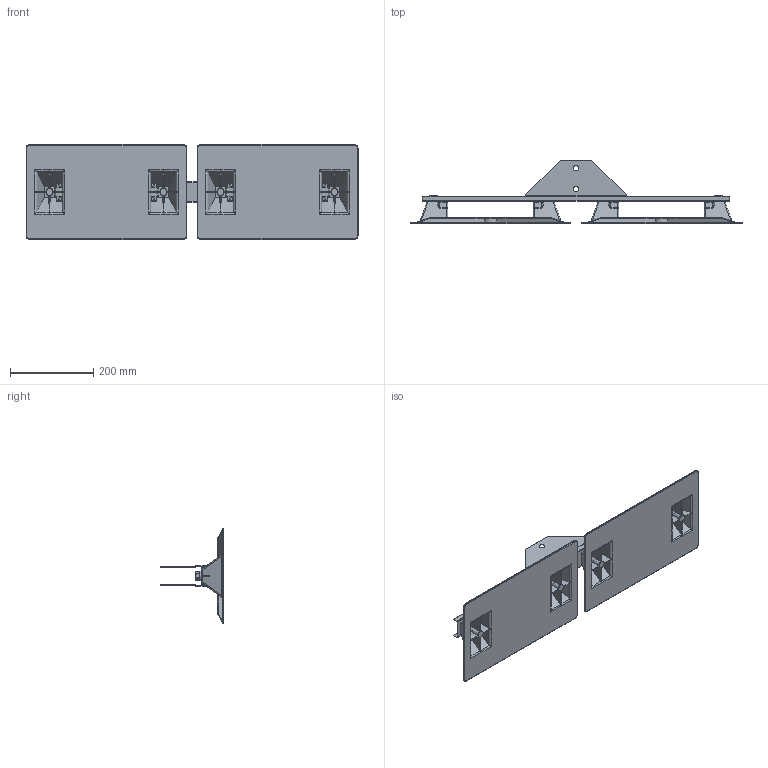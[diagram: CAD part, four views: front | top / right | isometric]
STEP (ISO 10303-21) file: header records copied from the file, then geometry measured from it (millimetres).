
FILE_DESCRIPTION((''),'2;1');
FILE_NAME('Model 8-H-DB Base P.stp','2012-11-21T13:30:08',('rdavis'),(''),'Autodesk Inventor 2013','Autodesk Inventor 2013','');
FILE_SCHEMA(('AUTOMOTIVE_DESIGN { 1 0 10303 214 1 1 1 1 }'));
Length unit declared in the file: inch
Products named in the file (5): Model 8-H-DB Base P; LOCK WASHER 0; 9x15.25 No Logo; HEX BOLT 0; Strut Support_Long
Assembly tree (11 placements, depth 2):
  Model 8-H-DB Base P
    LOCK WASHER 0  x4
    9x15.25 No Logo  x2
    HEX BOLT 0  x4
    Strut Support_Long
Bounding box: 798.83 x 153.26 x 228.6 mm (x, y, z)
Volume: 990092.5 mm3; surface area: 690000.3 mm2
Topology: 11 solids, 11 shells, 2560 faces, 6490 edges, 4170 vertices
Faces by surface type: plane 1596, bspline 484, cylinder 348, torus 54, sphere 40, cone 38
Full cylindrical faces by diameter (mm): 3.556 x8, 7.62 x8, 12.7 x12, 12.954 x4
Entity records: 52303 total; most frequent: CARTESIAN_POINT 21252, ORIENTED_EDGE 6500, DIRECTION 5280, EDGE_CURVE 3250, VECTOR 2348, LINE 2348, VERTEX_POINT 2098, AXIS2_PLACEMENT_3D 1466
